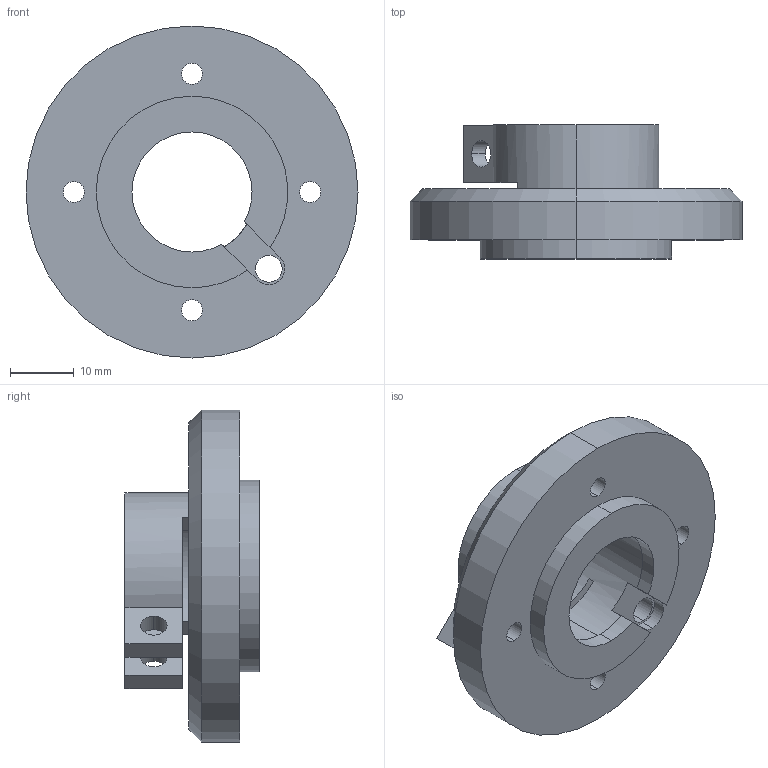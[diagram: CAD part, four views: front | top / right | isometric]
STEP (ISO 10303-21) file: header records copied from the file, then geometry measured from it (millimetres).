
FILE_DESCRIPTION (( 'STEP AP214' ), '1' );
FILE_NAME ('MONO-FRI-001- support capteur SOFRANEL CRHP014.STEP', '2022-03-11T15:34:29', ( '' ), ( '' ), 'SwSTEP 2.0', 'SolidWorks 2021', '' );
FILE_SCHEMA (( 'AUTOMOTIVE_DESIGN' ));
Length unit declared in the file: millimetre
Products named in the file (1): MONO-FRI-001- support capteur SOFRANEL CRHP014
Bounding box: 52 x 21 x 52 mm (x, y, z)
Volume: 17169 mm3; surface area: 8049.5 mm2
Topology: 1 solids, 1 shells, 52 faces, 146 edges, 96 vertices
Faces by surface type: cylinder 30, plane 18, cone 4
Entity records: 1886 total; most frequent: DIRECTION 324, CARTESIAN_POINT 295, ORIENTED_EDGE 292, EDGE_CURVE 146, AXIS2_PLACEMENT_3D 125, VERTEX_POINT 96, LINE 74, VECTOR 74
